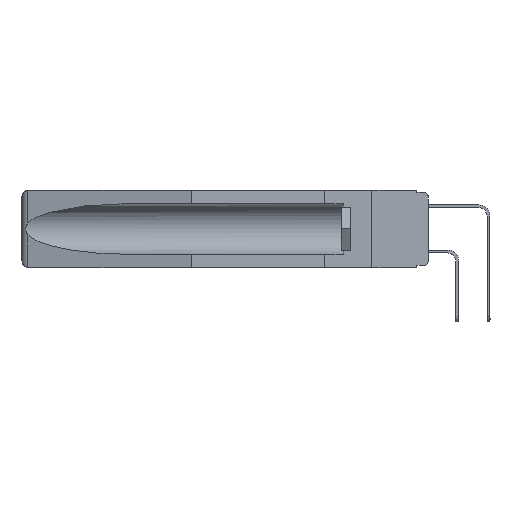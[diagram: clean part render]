
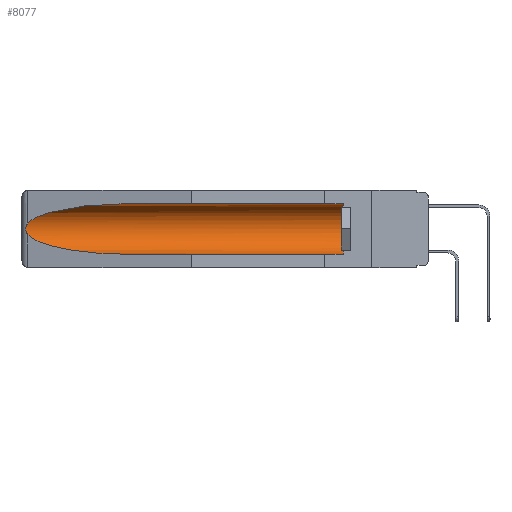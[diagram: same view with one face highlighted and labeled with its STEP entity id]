
A CAD part, left-side view. The second image highlights one B-rep face of the part: STEP entity #8077.
In plain terms, the highlighted cylindrical face has radius 2.857 mm (diameter 5.715 mm), a partial arc.
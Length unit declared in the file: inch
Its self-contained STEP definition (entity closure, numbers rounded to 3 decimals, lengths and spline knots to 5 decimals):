
#476 = CARTESIAN_POINT ( 'NONE',  ( 0.155, -0.30754, -0.059 ) ) ;
#1381 = DIRECTION ( 'NONE',  ( 0., 1., 0. ) ) ;
#1641 = CARTESIAN_POINT ( 'NONE',  ( 0.155, 1.07973, -0.284 ) ) ;
#2037 = EDGE_CURVE ( 'NONE', #3107, #22096, #12563, .T. ) ;
#2934 = CARTESIAN_POINT ( 'NONE',  ( 0.26537, 1.52718, -0.19328 ) ) ;
#3107 = VERTEX_POINT ( 'NONE', #16652 ) ;
#3302 = CARTESIAN_POINT ( 'NONE',  ( 0.21114, 1.30732, -0.059 ) ) ;
#4156 = VERTEX_POINT ( 'NONE', #1641 ) ;
#4416 = ORIENTED_EDGE ( 'NONE', *, *, #21265, .T. ) ;
#4632 = CARTESIAN_POINT ( 'NONE',  ( 0.2675, 1.53308, -0.16763 ) ) ;
#5106 = CARTESIAN_POINT ( 'NONE',  ( 0.21114, 1.30732, -0.284 ) ) ;
#5200 = CARTESIAN_POINT ( 'NONE',  ( 0.25451, 1.48313, -0.24835 ) ) ;
#5363 = CARTESIAN_POINT ( 'NONE',  ( 0.25451, 1.48313, -0.09465 ) ) ;
#6271 = AXIS2_PLACEMENT_3D ( 'NONE', #10930, #26555, #15614 ) ;
#6841 = LINE ( 'NONE', #22588, #14929 ) ;
#6859 = CARTESIAN_POINT ( 'NONE',  ( 0.2673, 1.53269, -0.17917 ) ) ;
#7015 = VERTEX_POINT ( 'NONE', #28512 ) ;
#8077 = ADVANCED_FACE ( 'NONE', ( #20522 ), #11776, .F. ) ;
#9115 = CARTESIAN_POINT ( 'NONE',  ( 0.2675, 1.53308, -0.17534 ) ) ;
#9201 = DIRECTION ( 'NONE',  ( 0., 1., 0. ) ) ;
#9224 = CARTESIAN_POINT ( 'NONE',  ( 0.26537, 1.52718, -0.14972 ) ) ;
#9761 = EDGE_LOOP ( 'NONE', ( #28281, #28749, #4416, #16452, #16536, #23996 ) ) ;
#10192 = CARTESIAN_POINT ( 'NONE',  ( 0.155, 1.07973, -0.284 ) ) ;
#10683 = CARTESIAN_POINT ( 'NONE',  ( 0.155, 0.126, -0.059 ) ) ;
#10714 = CARTESIAN_POINT ( 'NONE',  ( 0.155, -0.30754, -0.1715 ) ) ;
#10793 = CARTESIAN_POINT ( 'NONE',  ( 0.155, 0.126, -0.284 ) ) ;
#10930 = CARTESIAN_POINT ( 'NONE',  ( 0.155, 0.126, -0.1715 ) ) ;
#11397 = CARTESIAN_POINT ( 'NONE',  ( 0.26597, 1.5296, -0.19026 ) ) ;
#11776 = CYLINDRICAL_SURFACE ( 'NONE', #20365, 0.1125 ) ;
#12286 = VERTEX_POINT ( 'NONE', #10683 ) ;
#12563 =( BOUNDED_CURVE ( )  B_SPLINE_CURVE ( 3, ( #23428, #3302, #5363, #16906 ),
 .UNSPECIFIED., .F., .F. ) 
 B_SPLINE_CURVE_WITH_KNOTS ( ( 4, 4 ),
 ( 4.71239, 6.08839 ),
 .UNSPECIFIED. ) 
 CURVE ( )  GEOMETRIC_REPRESENTATION_ITEM ( )  RATIONAL_B_SPLINE_CURVE ( ( 1., 0.848, 0.848, 1. ) ) 
 REPRESENTATION_ITEM ( '' )  );
#13622 = CARTESIAN_POINT ( 'NONE',  ( 0.26537, 1.52718, -0.19328 ) ) ;
#14929 = VECTOR ( 'NONE', #9201, 39.37008 ) ;
#15614 = DIRECTION ( 'NONE',  ( 0., 0., 1. ) ) ;
#15619 =( BOUNDED_CURVE ( )  B_SPLINE_CURVE ( 3, ( #2934, #5200, #5106, #10192 ),
 .UNSPECIFIED., .F., .T. ) 
 B_SPLINE_CURVE_WITH_KNOTS ( ( 4, 4 ),
 ( 0.1948, 1.5708 ),
 .UNSPECIFIED. ) 
 CURVE ( )  GEOMETRIC_REPRESENTATION_ITEM ( )  RATIONAL_B_SPLINE_CURVE ( ( 1., 0.848, 0.848, 1. ) ) 
 REPRESENTATION_ITEM ( '' )  );
#16452 = ORIENTED_EDGE ( 'NONE', *, *, #21707, .F. ) ;
#16536 = ORIENTED_EDGE ( 'NONE', *, *, #17046, .T. ) ;
#16652 = CARTESIAN_POINT ( 'NONE',  ( 0.155, 1.07973, -0.059 ) ) ;
#16906 = CARTESIAN_POINT ( 'NONE',  ( 0.26537, 1.52718, -0.14972 ) ) ;
#17046 = EDGE_CURVE ( 'NONE', #17642, #12286, #17898, .T. ) ;
#17208 = CARTESIAN_POINT ( 'NONE',  ( 0.26537, 1.52718, -0.14972 ) ) ;
#17642 = VERTEX_POINT ( 'NONE', #10793 ) ;
#17755 = LINE ( 'NONE', #476, #19150 ) ;
#17898 = CIRCLE ( 'NONE', #6271, 0.1125 ) ;
#18037 = CARTESIAN_POINT ( 'NONE',  ( 0.26597, 1.52961, -0.15275 ) ) ;
#19150 = VECTOR ( 'NONE', #24933, 39.37008 ) ;
#20257 = CARTESIAN_POINT ( 'NONE',  ( 0.2673, 1.5327, -0.16383 ) ) ;
#20365 = AXIS2_PLACEMENT_3D ( 'NONE', #10714, #1381, #21449 ) ;
#20522 = FACE_OUTER_BOUND ( 'NONE', #9761, .T. ) ;
#20801 = B_SPLINE_CURVE_WITH_KNOTS ( 'NONE', 3,
 ( #9224, #18037, #24754, #20257, #4632, #9115, #6859, #22521, #11397, #13622 ),
 .UNSPECIFIED., .F., .F.,
 ( 4, 2, 2, 2, 4 ),
 ( 0., 0.00029, 0.00058, 0.00087, 0.00117 ),
 .UNSPECIFIED. ) ;
#21265 = EDGE_CURVE ( 'NONE', #7015, #4156, #15619, .T. ) ;
#21449 = DIRECTION ( 'NONE',  ( 0., 0., 1. ) ) ;
#21707 = EDGE_CURVE ( 'NONE', #17642, #4156, #6841, .T. ) ;
#22096 = VERTEX_POINT ( 'NONE', #17208 ) ;
#22521 = CARTESIAN_POINT ( 'NONE',  ( 0.26655, 1.53094, -0.18657 ) ) ;
#22588 = CARTESIAN_POINT ( 'NONE',  ( 0.155, -0.30754, -0.284 ) ) ;
#23428 = CARTESIAN_POINT ( 'NONE',  ( 0.155, 1.07973, -0.059 ) ) ;
#23996 = ORIENTED_EDGE ( 'NONE', *, *, #25751, .T. ) ;
#24754 = CARTESIAN_POINT ( 'NONE',  ( 0.26654, 1.53092, -0.15636 ) ) ;
#24933 = DIRECTION ( 'NONE',  ( 0., 1., 0. ) ) ;
#25751 = EDGE_CURVE ( 'NONE', #12286, #3107, #17755, .T. ) ;
#26555 = DIRECTION ( 'NONE',  ( 0., -1., 0. ) ) ;
#26914 = EDGE_CURVE ( 'NONE', #22096, #7015, #20801, .T. ) ;
#28281 = ORIENTED_EDGE ( 'NONE', *, *, #2037, .T. ) ;
#28512 = CARTESIAN_POINT ( 'NONE',  ( 0.26537, 1.52718, -0.19328 ) ) ;
#28749 = ORIENTED_EDGE ( 'NONE', *, *, #26914, .T. ) ;
